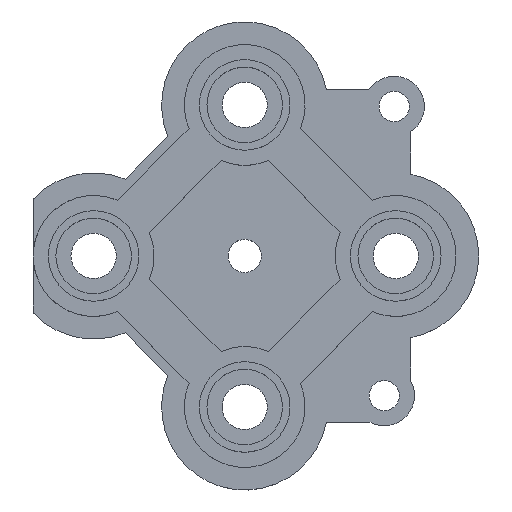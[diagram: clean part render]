
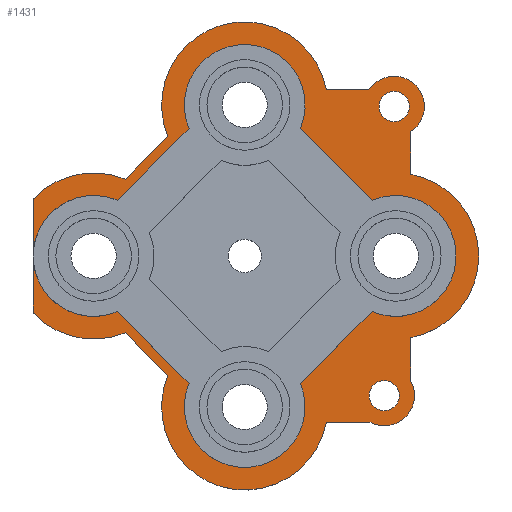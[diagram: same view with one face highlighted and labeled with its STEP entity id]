
A CAD part, top view. The second image highlights one B-rep face of the part: STEP entity #1431.
In plain terms, the highlighted planar face has unit normal (0, 0, 1).
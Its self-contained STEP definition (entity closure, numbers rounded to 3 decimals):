
#53=FACE_BOUND('',#168,.T.);
#54=FACE_BOUND('',#169,.T.);
#81=FACE_OUTER_BOUND('',#167,.T.);
#167=EDGE_LOOP('',(#961,#962,#963,#964,#965,#966,#967,#968,#969,#970,#971,
#972,#973,#974,#975,#976,#977,#978,#979,#980,#981,#982,#983,#984));
#168=EDGE_LOOP('',(#985));
#169=EDGE_LOOP('',(#986));
#281=LINE('',#2196,#398);
#282=LINE('',#2200,#399);
#283=LINE('',#2204,#400);
#284=LINE('',#2208,#401);
#285=LINE('',#2212,#402);
#286=LINE('',#2216,#403);
#287=LINE('',#2220,#404);
#288=LINE('',#2224,#405);
#289=LINE('',#2228,#406);
#290=LINE('',#2232,#407);
#291=LINE('',#2236,#408);
#292=LINE('',#2239,#409);
#398=VECTOR('',#1717,10.);
#399=VECTOR('',#1720,10.);
#400=VECTOR('',#1723,10.);
#401=VECTOR('',#1726,10.);
#402=VECTOR('',#1729,10.);
#403=VECTOR('',#1732,10.);
#404=VECTOR('',#1735,10.);
#405=VECTOR('',#1738,10.);
#406=VECTOR('',#1741,10.);
#407=VECTOR('',#1744,10.);
#408=VECTOR('',#1747,10.);
#409=VECTOR('',#1750,10.);
#515=CIRCLE('',#1532,2.);
#516=CIRCLE('',#1533,5.5);
#517=CIRCLE('',#1534,5.5);
#518=CIRCLE('',#1535,4.);
#519=CIRCLE('',#1536,4.);
#520=CIRCLE('',#1537,4.);
#521=CIRCLE('',#1538,4.);
#522=CIRCLE('',#1539,4.);
#523=CIRCLE('',#1540,5.5);
#524=CIRCLE('',#1541,5.5);
#525=CIRCLE('',#1542,2.);
#526=CIRCLE('',#1543,5.5);
#527=CIRCLE('',#1544,1.);
#528=CIRCLE('',#1545,1.);
#609=VERTEX_POINT('',#2192);
#610=VERTEX_POINT('',#2193);
#611=VERTEX_POINT('',#2195);
#612=VERTEX_POINT('',#2197);
#613=VERTEX_POINT('',#2199);
#614=VERTEX_POINT('',#2201);
#615=VERTEX_POINT('',#2203);
#616=VERTEX_POINT('',#2205);
#617=VERTEX_POINT('',#2207);
#618=VERTEX_POINT('',#2209);
#619=VERTEX_POINT('',#2211);
#620=VERTEX_POINT('',#2213);
#621=VERTEX_POINT('',#2215);
#622=VERTEX_POINT('',#2217);
#623=VERTEX_POINT('',#2219);
#624=VERTEX_POINT('',#2221);
#625=VERTEX_POINT('',#2223);
#626=VERTEX_POINT('',#2225);
#627=VERTEX_POINT('',#2227);
#628=VERTEX_POINT('',#2229);
#629=VERTEX_POINT('',#2231);
#630=VERTEX_POINT('',#2233);
#631=VERTEX_POINT('',#2235);
#632=VERTEX_POINT('',#2237);
#633=VERTEX_POINT('',#2240);
#634=VERTEX_POINT('',#2242);
#750=EDGE_CURVE('',#609,#610,#515,.T.);
#751=EDGE_CURVE('',#610,#611,#281,.T.);
#752=EDGE_CURVE('',#611,#612,#516,.F.);
#753=EDGE_CURVE('',#612,#613,#282,.T.);
#754=EDGE_CURVE('',#613,#614,#517,.F.);
#755=EDGE_CURVE('',#614,#615,#283,.T.);
#756=EDGE_CURVE('',#616,#615,#518,.T.);
#757=EDGE_CURVE('',#616,#617,#284,.T.);
#758=EDGE_CURVE('',#618,#617,#519,.T.);
#759=EDGE_CURVE('',#618,#619,#285,.T.);
#760=EDGE_CURVE('',#620,#619,#520,.T.);
#761=EDGE_CURVE('',#620,#621,#286,.T.);
#762=EDGE_CURVE('',#622,#621,#521,.T.);
#763=EDGE_CURVE('',#622,#623,#287,.T.);
#764=EDGE_CURVE('',#624,#623,#522,.T.);
#765=EDGE_CURVE('',#624,#625,#288,.T.);
#766=EDGE_CURVE('',#625,#626,#523,.F.);
#767=EDGE_CURVE('',#626,#627,#289,.T.);
#768=EDGE_CURVE('',#627,#628,#524,.F.);
#769=EDGE_CURVE('',#628,#629,#290,.T.);
#770=EDGE_CURVE('',#629,#630,#525,.T.);
#771=EDGE_CURVE('',#630,#631,#291,.T.);
#772=EDGE_CURVE('',#631,#632,#526,.F.);
#773=EDGE_CURVE('',#632,#609,#292,.T.);
#774=EDGE_CURVE('',#633,#633,#527,.T.);
#775=EDGE_CURVE('',#634,#634,#528,.T.);
#961=ORIENTED_EDGE('',*,*,#750,.T.);
#962=ORIENTED_EDGE('',*,*,#751,.T.);
#963=ORIENTED_EDGE('',*,*,#752,.T.);
#964=ORIENTED_EDGE('',*,*,#753,.T.);
#965=ORIENTED_EDGE('',*,*,#754,.T.);
#966=ORIENTED_EDGE('',*,*,#755,.T.);
#967=ORIENTED_EDGE('',*,*,#756,.F.);
#968=ORIENTED_EDGE('',*,*,#757,.T.);
#969=ORIENTED_EDGE('',*,*,#758,.F.);
#970=ORIENTED_EDGE('',*,*,#759,.T.);
#971=ORIENTED_EDGE('',*,*,#760,.F.);
#972=ORIENTED_EDGE('',*,*,#761,.T.);
#973=ORIENTED_EDGE('',*,*,#762,.F.);
#974=ORIENTED_EDGE('',*,*,#763,.T.);
#975=ORIENTED_EDGE('',*,*,#764,.F.);
#976=ORIENTED_EDGE('',*,*,#765,.T.);
#977=ORIENTED_EDGE('',*,*,#766,.T.);
#978=ORIENTED_EDGE('',*,*,#767,.T.);
#979=ORIENTED_EDGE('',*,*,#768,.T.);
#980=ORIENTED_EDGE('',*,*,#769,.T.);
#981=ORIENTED_EDGE('',*,*,#770,.T.);
#982=ORIENTED_EDGE('',*,*,#771,.T.);
#983=ORIENTED_EDGE('',*,*,#772,.T.);
#984=ORIENTED_EDGE('',*,*,#773,.T.);
#985=ORIENTED_EDGE('',*,*,#774,.T.);
#986=ORIENTED_EDGE('',*,*,#775,.T.);
#1383=PLANE('',#1531);
#1431=ADVANCED_FACE('',(#81,#53,#54),#1383,.T.);
#1531=AXIS2_PLACEMENT_3D('',#2191,#1713,#1714);
#1532=AXIS2_PLACEMENT_3D('',#2194,#1715,#1716);
#1533=AXIS2_PLACEMENT_3D('',#2198,#1718,#1719);
#1534=AXIS2_PLACEMENT_3D('',#2202,#1721,#1722);
#1535=AXIS2_PLACEMENT_3D('',#2206,#1724,#1725);
#1536=AXIS2_PLACEMENT_3D('',#2210,#1727,#1728);
#1537=AXIS2_PLACEMENT_3D('',#2214,#1730,#1731);
#1538=AXIS2_PLACEMENT_3D('',#2218,#1733,#1734);
#1539=AXIS2_PLACEMENT_3D('',#2222,#1736,#1737);
#1540=AXIS2_PLACEMENT_3D('',#2226,#1739,#1740);
#1541=AXIS2_PLACEMENT_3D('',#2230,#1742,#1743);
#1542=AXIS2_PLACEMENT_3D('',#2234,#1745,#1746);
#1543=AXIS2_PLACEMENT_3D('',#2238,#1748,#1749);
#1544=AXIS2_PLACEMENT_3D('',#2241,#1751,#1752);
#1545=AXIS2_PLACEMENT_3D('',#2243,#1753,#1754);
#1713=DIRECTION('center_axis',(0.,0.,1.));
#1714=DIRECTION('ref_axis',(1.,0.,0.));
#1715=DIRECTION('center_axis',(0.,0.,1.));
#1716=DIRECTION('ref_axis',(1.,0.,0.));
#1717=DIRECTION('',(-1.,0.,0.));
#1718=DIRECTION('center_axis',(0.,0.,-1.));
#1719=DIRECTION('ref_axis',(1.,0.,0.));
#1720=DIRECTION('',(-0.707,-0.707,0.));
#1721=DIRECTION('center_axis',(0.,0.,-1.));
#1722=DIRECTION('ref_axis',(1.,0.,0.));
#1723=DIRECTION('',(0.,-1.,0.));
#1724=DIRECTION('center_axis',(0.,0.,1.));
#1725=DIRECTION('ref_axis',(-1.,0.,0.));
#1726=DIRECTION('',(0.707,0.707,0.));
#1727=DIRECTION('center_axis',(0.,0.,1.));
#1728=DIRECTION('ref_axis',(-1.,0.,0.));
#1729=DIRECTION('',(0.705,-0.709,0.));
#1730=DIRECTION('center_axis',(0.,0.,1.));
#1731=DIRECTION('ref_axis',(-1.,0.,0.));
#1732=DIRECTION('',(-0.707,-0.707,0.));
#1733=DIRECTION('center_axis',(0.,0.,1.));
#1734=DIRECTION('ref_axis',(-1.,0.,0.));
#1735=DIRECTION('',(-0.707,0.707,0.));
#1736=DIRECTION('center_axis',(0.,0.,1.));
#1737=DIRECTION('ref_axis',(-1.,0.,0.));
#1738=DIRECTION('',(0.,-1.,0.));
#1739=DIRECTION('center_axis',(0.,0.,-1.));
#1740=DIRECTION('ref_axis',(1.,0.,0.));
#1741=DIRECTION('',(0.707,-0.707,0.));
#1742=DIRECTION('center_axis',(0.,0.,-1.));
#1743=DIRECTION('ref_axis',(1.,0.,0.));
#1744=DIRECTION('',(1.,0.,0.));
#1745=DIRECTION('center_axis',(0.,0.,1.));
#1746=DIRECTION('ref_axis',(-1.,0.,0.));
#1747=DIRECTION('',(0.,1.,0.));
#1748=DIRECTION('center_axis',(0.,0.,-1.));
#1749=DIRECTION('ref_axis',(1.,0.,0.));
#1750=DIRECTION('',(0.,1.,0.));
#1751=DIRECTION('center_axis',(0.,0.,-1.));
#1752=DIRECTION('ref_axis',(-1.,0.,0.));
#1753=DIRECTION('center_axis',(0.,0.,-1.));
#1754=DIRECTION('ref_axis',(1.,0.,0.));
#2191=CARTESIAN_POINT('Origin',(25.,-10.,-1.75));
#2192=CARTESIAN_POINT('',(46.,-1.771,-1.75));
#2193=CARTESIAN_POINT('',(43.229,1.,-1.75));
#2194=CARTESIAN_POINT('Origin',(44.899,-0.101,-1.75));
#2195=CARTESIAN_POINT('',(40.408,1.,-1.75));
#2196=CARTESIAN_POINT('',(35.,1.,-1.75));
#2197=CARTESIAN_POINT('',(29.912,-2.088,-1.75));
#2198=CARTESIAN_POINT('Origin',(35.,0.,-1.75));
#2199=CARTESIAN_POINT('',(27.088,-4.912,-1.75));
#2200=CARTESIAN_POINT('',(35.,3.,-1.75));
#2201=CARTESIAN_POINT('',(21.,-6.225,-1.75));
#2202=CARTESIAN_POINT('Origin',(25.,-10.,-1.75));
#2203=CARTESIAN_POINT('',(21.,-10.,-1.75));
#2204=CARTESIAN_POINT('',(21.,-6.5,-1.75));
#2205=CARTESIAN_POINT('',(26.561,-6.317,-1.75));
#2206=CARTESIAN_POINT('Origin',(25.,-10.,-1.75));
#2207=CARTESIAN_POINT('',(31.317,-1.561,-1.75));
#2208=CARTESIAN_POINT('',(27.939,-4.939,-1.75));
#2209=CARTESIAN_POINT('',(38.692,-1.538,-1.75));
#2210=CARTESIAN_POINT('Origin',(35.,0.,-1.75));
#2211=CARTESIAN_POINT('',(43.445,-6.315,-1.75));
#2212=CARTESIAN_POINT('',(40.088,-2.941,-1.75));
#2213=CARTESIAN_POINT('',(43.439,-13.683,-1.75));
#2214=CARTESIAN_POINT('Origin',(45.,-10.,-1.75));
#2215=CARTESIAN_POINT('',(38.683,-18.439,-1.75));
#2216=CARTESIAN_POINT('',(37.061,-20.061,-1.75));
#2217=CARTESIAN_POINT('',(31.317,-18.439,-1.75));
#2218=CARTESIAN_POINT('Origin',(35.,-20.,-1.75));
#2219=CARTESIAN_POINT('',(26.561,-13.683,-1.75));
#2220=CARTESIAN_POINT('',(24.939,-12.061,-1.75));
#2221=CARTESIAN_POINT('',(21.,-10.,-1.75));
#2222=CARTESIAN_POINT('Origin',(25.,-10.,-1.75));
#2223=CARTESIAN_POINT('',(21.,-13.775,-1.75));
#2224=CARTESIAN_POINT('',(21.,-6.5,-1.75));
#2225=CARTESIAN_POINT('',(27.088,-15.088,-1.75));
#2226=CARTESIAN_POINT('Origin',(25.,-10.,-1.75));
#2227=CARTESIAN_POINT('',(29.912,-17.912,-1.75));
#2228=CARTESIAN_POINT('',(22.,-10.,-1.75));
#2229=CARTESIAN_POINT('',(40.408,-21.,-1.75));
#2230=CARTESIAN_POINT('Origin',(35.,-20.,-1.75));
#2231=CARTESIAN_POINT('',(43.288,-21.,-1.75));
#2232=CARTESIAN_POINT('',(43.3,-21.,-1.75));
#2233=CARTESIAN_POINT('',(46.,-18.288,-1.75));
#2234=CARTESIAN_POINT('Origin',(44.243,-19.243,-1.75));
#2235=CARTESIAN_POINT('',(46.,-15.408,-1.75));
#2236=CARTESIAN_POINT('',(46.,-18.3,-1.75));
#2237=CARTESIAN_POINT('',(46.,-4.592,-1.75));
#2238=CARTESIAN_POINT('Origin',(45.,-10.,-1.75));
#2239=CARTESIAN_POINT('',(46.,-5.,-1.75));
#2240=CARTESIAN_POINT('',(45.243,-19.243,-1.75));
#2241=CARTESIAN_POINT('Origin',(44.243,-19.243,-1.75));
#2242=CARTESIAN_POINT('',(43.899,-0.101,-1.75));
#2243=CARTESIAN_POINT('Origin',(44.899,-0.101,-1.75));
